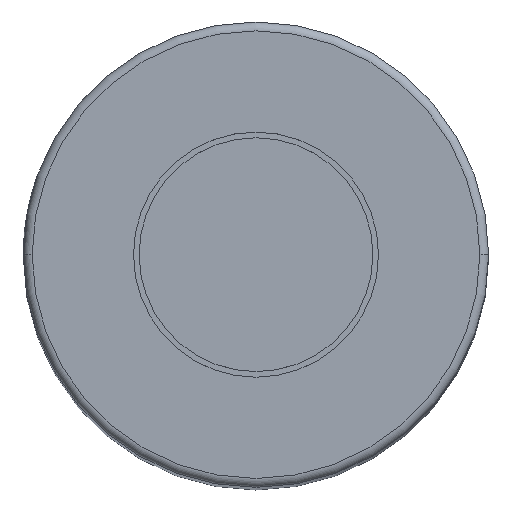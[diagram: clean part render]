
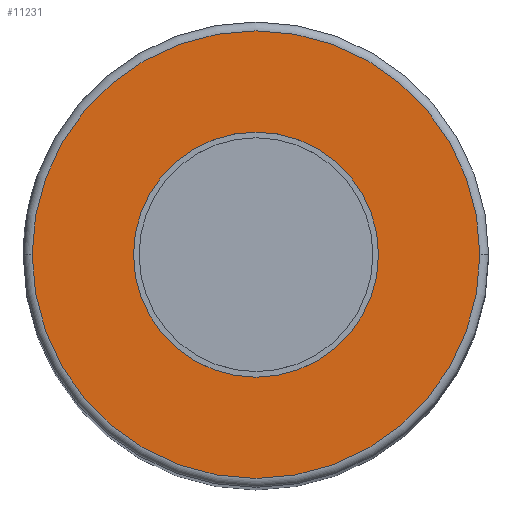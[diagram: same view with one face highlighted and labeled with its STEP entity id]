
A CAD part, top view. The second image highlights one B-rep face of the part: STEP entity #11231.
In plain terms, the highlighted planar face has unit normal (0, 0, 1).
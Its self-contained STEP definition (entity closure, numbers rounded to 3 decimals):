
#236 = DIRECTION ( 'NONE',  ( 1., 0., 0. ) ) ;
#870 = CARTESIAN_POINT ( 'NONE',  ( 10.12, 0., 0. ) ) ;
#1366 = DIRECTION ( 'NONE',  ( 1., 0., 0. ) ) ;
#1620 = CARTESIAN_POINT ( 'NONE',  ( 10.12, 0., 0. ) ) ;
#1835 = EDGE_CURVE ( 'NONE', #4302, #3814, #12797, .T. ) ;
#2544 = DIRECTION ( 'NONE',  ( 0., 0., 1. ) ) ;
#3157 = ORIENTED_EDGE ( 'NONE', *, *, #8754, .T. ) ;
#3475 = AXIS2_PLACEMENT_3D ( 'NONE', #870, #10180, #12181 ) ;
#3589 = CARTESIAN_POINT ( 'NONE',  ( -10.12, 0., 0. ) ) ;
#3624 = EDGE_LOOP ( 'NONE', ( #8904, #3157 ) ) ;
#3814 = VERTEX_POINT ( 'NONE', #6125 ) ;
#4302 = VERTEX_POINT ( 'NONE', #6814 ) ;
#5087 = CARTESIAN_POINT ( 'NONE',  ( 0., 0., 0. ) ) ;
#5183 = EDGE_CURVE ( 'NONE', #11394, #6922, #12906, .T. ) ;
#5306 = CIRCLE ( 'NONE', #7313, 5.54 ) ;
#5333 = DIRECTION ( 'NONE',  ( 0., 0., 1. ) ) ;
#5722 = CARTESIAN_POINT ( 'NONE',  ( 0., 0., 0. ) ) ;
#5952 = PLANE ( 'NONE',  #3475 ) ;
#6125 = CARTESIAN_POINT ( 'NONE',  ( -5.54, 0., 0. ) ) ;
#6159 = ORIENTED_EDGE ( 'NONE', *, *, #8992, .F. ) ;
#6721 = EDGE_LOOP ( 'NONE', ( #9113, #6159 ) ) ;
#6814 = CARTESIAN_POINT ( 'NONE',  ( 5.54, 0., 0. ) ) ;
#6922 = VERTEX_POINT ( 'NONE', #3589 ) ;
#7291 = CARTESIAN_POINT ( 'NONE',  ( 0., 0., 0. ) ) ;
#7313 = AXIS2_PLACEMENT_3D ( 'NONE', #11453, #7347, #236 ) ;
#7347 = DIRECTION ( 'NONE',  ( 0., 0., 1. ) ) ;
#8143 = AXIS2_PLACEMENT_3D ( 'NONE', #5087, #9269, #10310 ) ;
#8482 = FACE_OUTER_BOUND ( 'NONE', #3624, .T. ) ;
#8754 = EDGE_CURVE ( 'NONE', #6922, #11394, #11727, .T. ) ;
#8904 = ORIENTED_EDGE ( 'NONE', *, *, #5183, .T. ) ;
#8907 = AXIS2_PLACEMENT_3D ( 'NONE', #7291, #5333, #1366 ) ;
#8992 = EDGE_CURVE ( 'NONE', #3814, #4302, #5306, .T. ) ;
#9113 = ORIENTED_EDGE ( 'NONE', *, *, #1835, .F. ) ;
#9222 = AXIS2_PLACEMENT_3D ( 'NONE', #5722, #2544, #12842 ) ;
#9269 = DIRECTION ( 'NONE',  ( 0., 0., 1. ) ) ;
#9466 = FACE_BOUND ( 'NONE', #6721, .T. ) ;
#10180 = DIRECTION ( 'NONE',  ( 0., 0., 1. ) ) ;
#10310 = DIRECTION ( 'NONE',  ( 1., 0., 0. ) ) ;
#11231 = ADVANCED_FACE ( 'NONE', ( #9466, #8482 ), #5952, .T. ) ;
#11394 = VERTEX_POINT ( 'NONE', #1620 ) ;
#11453 = CARTESIAN_POINT ( 'NONE',  ( 0., 0., 0. ) ) ;
#11727 = CIRCLE ( 'NONE', #9222, 10.12 ) ;
#12181 = DIRECTION ( 'NONE',  ( 1., 0., 0. ) ) ;
#12797 = CIRCLE ( 'NONE', #8907, 5.54 ) ;
#12842 = DIRECTION ( 'NONE',  ( 1., 0., 0. ) ) ;
#12906 = CIRCLE ( 'NONE', #8143, 10.12 ) ;
